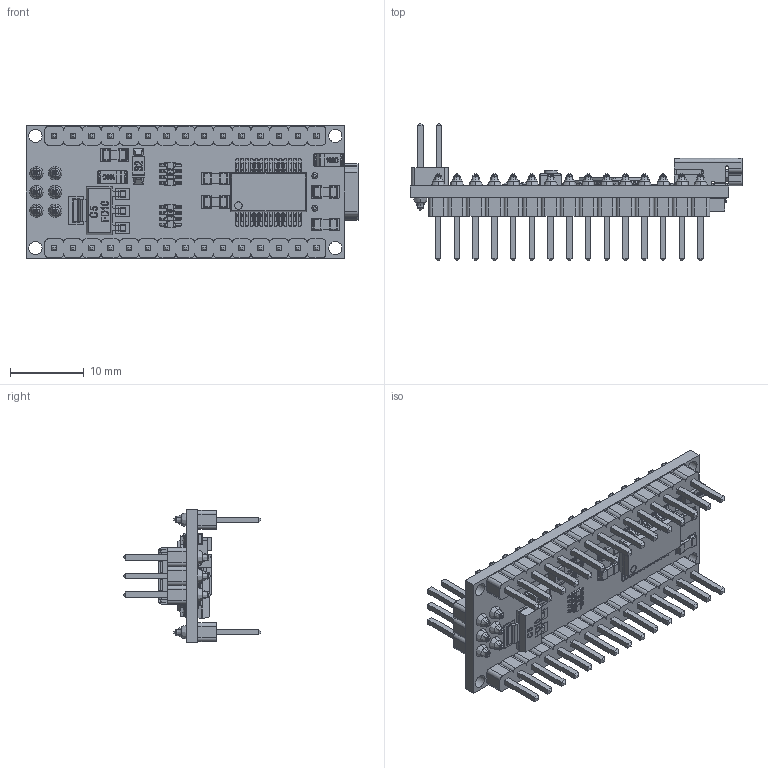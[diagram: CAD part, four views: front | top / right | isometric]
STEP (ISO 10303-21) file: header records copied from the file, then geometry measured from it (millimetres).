
FILE_DESCRIPTION(('HOOPS Exchange Step'),'2;1');
FILE_NAME('temp_export','2023-05-08T16:27:39-07:00',('kevinsanto'),('Shapr3D Limited'),'HOOPS Exchange 2022.1','Shapr3D','Authorized');
FILE_SCHEMA( ('AUTOMOTIVE_DESIGN { 1 0 10303 214 1 1 1 1 }') );
Length unit declared in the file: millimetre
Products named in the file (35): nano-board; 2pin_header__02; 15pin_header__; atmega328; ftdi FT232rl; smt_resistor222; led; 16mhz crystal - measured; MINIUSBSHELL; MINIUSBCORE; MINI USB CONTACT; cap106C; reset core; reset shell; nano - reg; NANO DIODE; 189 RESISTOR PACK; 102 RESISTOR PACK; arduino nano.IGS; root
Assembly tree (34 placements, depth 3):
  root
    arduino nano.IGS
      nano-board
      2pin_header__02
      2pin_header__02
      2pin_header__02
      15pin_header__
      15pin_header__
      atmega328
      ftdi FT232rl
      smt_resistor222
      smt_resistor222
      smt_resistor222
      smt_resistor222
      smt_resistor222
      led
      led
      led
      led
      16mhz crystal - measured
      MINIUSBSHELL
      MINIUSBCORE
      MINI USB CONTACT
      MINI USB CONTACT
      MINI USB CONTACT
      MINI USB CONTACT
      MINI USB CONTACT
      cap106C
      cap106C
      reset core
      reset shell
      nano - reg
      NANO DIODE
      189 RESISTOR PACK
      102 RESISTOR PACK
Bounding box: 45 x 18.6 x 18 mm (x, y, z)
Volume: 2408.3 mm3; surface area: 5794.3 mm2
Topology: 45 solids, 55 shells, 6233 faces, 16024 edges, 10157 vertices
Faces by surface type: plane 3451, bspline 2782
Entity records: 248667 total; most frequent: CARTESIAN_POINT 110157, ORIENTED_EDGE 31854, DIRECTION 22720, EDGE_CURVE 15959, VERTEX_POINT 10157, VECTOR 9778, LINE 9778, EDGE_LOOP 6632
